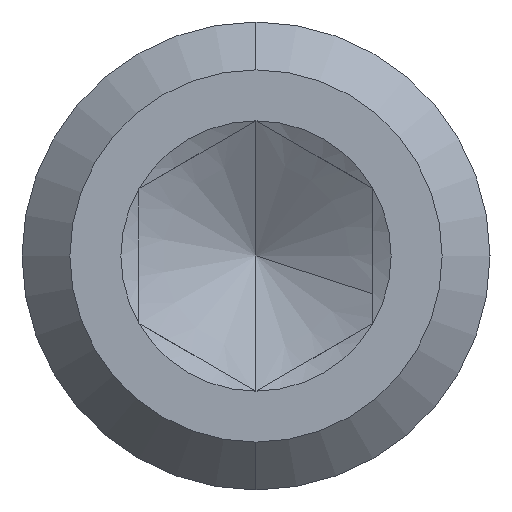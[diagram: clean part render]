
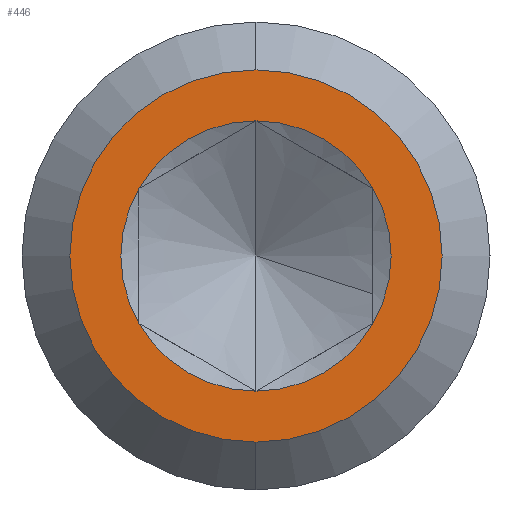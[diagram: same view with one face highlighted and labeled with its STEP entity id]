
A CAD part, left-side view. The second image highlights one B-rep face of the part: STEP entity #446.
In plain terms, the highlighted planar face has unit normal (-1, 0, 0).
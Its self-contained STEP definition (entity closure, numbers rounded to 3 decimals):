
#138=CARTESIAN_POINT('',(0.,-0.,-2.387));
#139=VERTEX_POINT('',#138);
#140=CARTESIAN_POINT('',(0.,0.,2.387));
#141=VERTEX_POINT('',#140);
#142=CARTESIAN_POINT('',(0.,0.,0.));
#143=DIRECTION('',(1.,0.,0.));
#144=DIRECTION('',(0.,0.,-1.));
#145=AXIS2_PLACEMENT_3D('',#142,#143,#144);
#146=CIRCLE('',#145,2.387);
#147=EDGE_CURVE('',#139,#141,#146,.T.);
#227=CARTESIAN_POINT('',(0.,0.,0.));
#228=DIRECTION('',(1.,0.,0.));
#229=DIRECTION('',(0.,0.,-1.));
#230=AXIS2_PLACEMENT_3D('',#227,#228,#229);
#231=CIRCLE('',#230,2.387);
#232=EDGE_CURVE('',#141,#139,#231,.T.);
#244=CARTESIAN_POINT('',(-0.,-1.5,0.866));
#245=VERTEX_POINT('',#244);
#246=CARTESIAN_POINT('',(0.,-1.5,-0.866));
#247=VERTEX_POINT('',#246);
#248=CARTESIAN_POINT('',(0.,0.,0.));
#249=DIRECTION('',(1.,0.,-0.));
#250=DIRECTION('',(0.,0.,1.));
#251=AXIS2_PLACEMENT_3D('',#248,#249,#250);
#252=CIRCLE('',#251,1.732);
#253=EDGE_CURVE('',#245,#247,#252,.T.);
#269=CARTESIAN_POINT('',(-0.,0.,-1.732));
#270=VERTEX_POINT('',#269);
#271=CARTESIAN_POINT('',(0.,0.,0.));
#272=DIRECTION('',(1.,0.,-0.));
#273=DIRECTION('',(0.,0.,1.));
#274=AXIS2_PLACEMENT_3D('',#271,#272,#273);
#275=CIRCLE('',#274,1.732);
#276=EDGE_CURVE('',#247,#270,#275,.T.);
#389=CARTESIAN_POINT('',(0.,1.5,-0.866));
#390=VERTEX_POINT('',#389);
#391=CARTESIAN_POINT('',(0.,0.,0.));
#392=DIRECTION('',(1.,0.,-0.));
#393=DIRECTION('',(0.,0.,1.));
#394=AXIS2_PLACEMENT_3D('',#391,#392,#393);
#395=CIRCLE('',#394,1.732);
#396=EDGE_CURVE('',#270,#390,#395,.T.);
#407=CARTESIAN_POINT('',(0.,0.,0.));
#408=DIRECTION('',(1.,0.,0.));
#409=DIRECTION('',(0.,1.,0.));
#410=AXIS2_PLACEMENT_3D('',#407,#408,#409);
#411=PLANE('',#410);
#412=CARTESIAN_POINT('',(-0.,1.5,0.866));
#413=VERTEX_POINT('',#412);
#414=CARTESIAN_POINT('',(0.,0.,0.));
#415=DIRECTION('',(1.,-0.,-0.));
#416=DIRECTION('',(0.,0.,1.));
#417=AXIS2_PLACEMENT_3D('',#414,#415,#416);
#418=CIRCLE('',#417,1.732);
#419=EDGE_CURVE('',#390,#413,#418,.T.);
#420=ORIENTED_EDGE('',*,*,#419,.T.);
#421=CARTESIAN_POINT('',(0.,-0.,1.732));
#422=VERTEX_POINT('',#421);
#423=CARTESIAN_POINT('',(0.,0.,0.));
#424=DIRECTION('',(1.,-0.,-0.));
#425=DIRECTION('',(0.,0.,1.));
#426=AXIS2_PLACEMENT_3D('',#423,#424,#425);
#427=CIRCLE('',#426,1.732);
#428=EDGE_CURVE('',#413,#422,#427,.T.);
#429=ORIENTED_EDGE('',*,*,#428,.T.);
#430=CARTESIAN_POINT('',(0.,0.,0.));
#431=DIRECTION('',(1.,-0.,-0.));
#432=DIRECTION('',(0.,0.,1.));
#433=AXIS2_PLACEMENT_3D('',#430,#431,#432);
#434=CIRCLE('',#433,1.732);
#435=EDGE_CURVE('',#422,#245,#434,.T.);
#436=ORIENTED_EDGE('',*,*,#435,.T.);
#437=ORIENTED_EDGE('',*,*,#253,.T.);
#438=ORIENTED_EDGE('',*,*,#276,.T.);
#439=ORIENTED_EDGE('',*,*,#396,.T.);
#440=EDGE_LOOP('',(#420,#429,#436,#437,#438,#439));
#441=FACE_BOUND('',#440,.T.);
#442=ORIENTED_EDGE('',*,*,#147,.F.);
#443=ORIENTED_EDGE('',*,*,#232,.F.);
#444=EDGE_LOOP('',(#442,#443));
#445=FACE_BOUND('',#444,.T.);
#446=ADVANCED_FACE('NONE',(#441,#445),#411,.F.);
